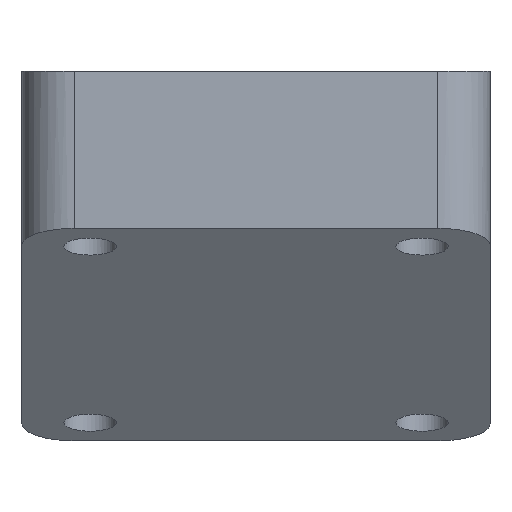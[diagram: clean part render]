
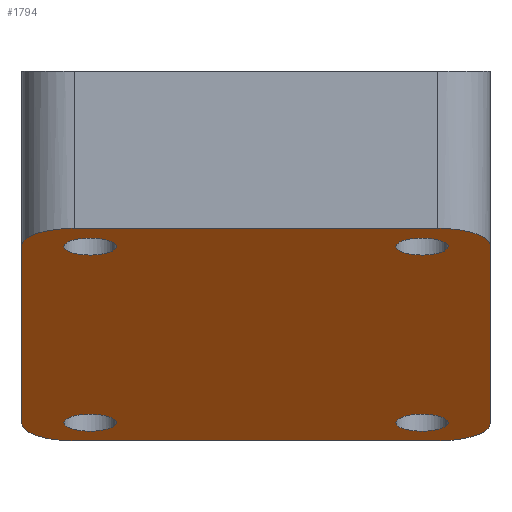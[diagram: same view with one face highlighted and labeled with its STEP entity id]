
A CAD part, front view. The second image highlights one B-rep face of the part: STEP entity #1794.
In plain terms, the highlighted planar face has unit normal (0, -0.309, -0.951).
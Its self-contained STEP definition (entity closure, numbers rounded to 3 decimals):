
#25=ELLIPSE('',#1939,6.309,6.);
#26=ELLIPSE('',#1940,6.309,6.);
#27=ELLIPSE('',#1941,6.309,6.);
#28=ELLIPSE('',#1942,6.309,6.);
#29=ELLIPSE('',#1943,3.154,3.);
#30=ELLIPSE('',#1944,3.154,3.);
#31=ELLIPSE('',#1945,3.154,3.);
#32=ELLIPSE('',#1946,3.154,3.);
#46=FACE_BOUND('',#328,.T.);
#47=FACE_BOUND('',#329,.T.);
#48=FACE_BOUND('',#330,.T.);
#49=FACE_BOUND('',#331,.T.);
#222=FACE_OUTER_BOUND('',#327,.T.);
#327=EDGE_LOOP('',(#1383,#1384,#1385,#1386,#1387,#1388,#1389,#1390));
#328=EDGE_LOOP('',(#1391));
#329=EDGE_LOOP('',(#1392));
#330=EDGE_LOOP('',(#1393));
#331=EDGE_LOOP('',(#1394));
#485=LINE('',#2888,#653);
#488=LINE('',#2896,#656);
#489=LINE('',#2900,#657);
#490=LINE('',#2904,#658);
#653=VECTOR('',#2272,10.);
#656=VECTOR('',#2279,10.);
#657=VECTOR('',#2282,10.);
#658=VECTOR('',#2285,10.);
#823=VERTEX_POINT('',#2884);
#825=VERTEX_POINT('',#2887);
#827=VERTEX_POINT('',#2893);
#828=VERTEX_POINT('',#2895);
#829=VERTEX_POINT('',#2897);
#830=VERTEX_POINT('',#2899);
#831=VERTEX_POINT('',#2901);
#832=VERTEX_POINT('',#2903);
#833=VERTEX_POINT('',#2906);
#834=VERTEX_POINT('',#2908);
#835=VERTEX_POINT('',#2910);
#836=VERTEX_POINT('',#2912);
#1026=EDGE_CURVE('',#823,#825,#485,.T.);
#1029=EDGE_CURVE('',#827,#823,#25,.T.);
#1030=EDGE_CURVE('',#827,#828,#488,.T.);
#1031=EDGE_CURVE('',#829,#828,#26,.T.);
#1032=EDGE_CURVE('',#830,#829,#489,.T.);
#1033=EDGE_CURVE('',#831,#830,#27,.T.);
#1034=EDGE_CURVE('',#831,#832,#490,.T.);
#1035=EDGE_CURVE('',#825,#832,#28,.T.);
#1036=EDGE_CURVE('',#833,#833,#29,.T.);
#1037=EDGE_CURVE('',#834,#834,#30,.T.);
#1038=EDGE_CURVE('',#835,#835,#31,.T.);
#1039=EDGE_CURVE('',#836,#836,#32,.T.);
#1383=ORIENTED_EDGE('',*,*,#1029,.F.);
#1384=ORIENTED_EDGE('',*,*,#1030,.T.);
#1385=ORIENTED_EDGE('',*,*,#1031,.F.);
#1386=ORIENTED_EDGE('',*,*,#1032,.F.);
#1387=ORIENTED_EDGE('',*,*,#1033,.F.);
#1388=ORIENTED_EDGE('',*,*,#1034,.T.);
#1389=ORIENTED_EDGE('',*,*,#1035,.F.);
#1390=ORIENTED_EDGE('',*,*,#1026,.F.);
#1391=ORIENTED_EDGE('',*,*,#1036,.T.);
#1392=ORIENTED_EDGE('',*,*,#1037,.T.);
#1393=ORIENTED_EDGE('',*,*,#1038,.F.);
#1394=ORIENTED_EDGE('',*,*,#1039,.F.);
#1736=PLANE('',#1938);
#1794=ADVANCED_FACE('',(#222,#46,#47,#48,#49),#1736,.T.);
#1938=AXIS2_PLACEMENT_3D('',#2892,#2275,#2276);
#1939=AXIS2_PLACEMENT_3D('',#2894,#2277,#2278);
#1940=AXIS2_PLACEMENT_3D('',#2898,#2280,#2281);
#1941=AXIS2_PLACEMENT_3D('',#2902,#2283,#2284);
#1942=AXIS2_PLACEMENT_3D('',#2905,#2286,#2287);
#1943=AXIS2_PLACEMENT_3D('',#2907,#2288,#2289);
#1944=AXIS2_PLACEMENT_3D('',#2909,#2290,#2291);
#1945=AXIS2_PLACEMENT_3D('',#2911,#2292,#2293);
#1946=AXIS2_PLACEMENT_3D('',#2913,#2294,#2295);
#2272=DIRECTION('',(-1.,0.,0.));
#2275=DIRECTION('center_axis',(0.,-0.309,-0.951));
#2276=DIRECTION('ref_axis',(0.,-0.951,0.309));
#2277=DIRECTION('center_axis',(0.,0.309,0.951));
#2278=DIRECTION('ref_axis',(0.,0.951,-0.309));
#2279=DIRECTION('',(0.,-0.951,0.309));
#2280=DIRECTION('center_axis',(0.,0.309,0.951));
#2281=DIRECTION('ref_axis',(0.,-0.951,0.309));
#2282=DIRECTION('',(1.,0.,0.));
#2283=DIRECTION('center_axis',(0.,0.309,0.951));
#2284=DIRECTION('ref_axis',(0.,-0.951,0.309));
#2285=DIRECTION('',(0.,0.951,-0.309));
#2286=DIRECTION('center_axis',(0.,0.309,0.951));
#2287=DIRECTION('ref_axis',(0.,0.951,-0.309));
#2288=DIRECTION('center_axis',(0.,0.309,0.951));
#2289=DIRECTION('ref_axis',(0.,-0.951,0.309));
#2290=DIRECTION('center_axis',(0.,0.309,0.951));
#2291=DIRECTION('ref_axis',(0.,-0.951,0.309));
#2292=DIRECTION('center_axis',(0.,-0.309,-0.951));
#2293=DIRECTION('ref_axis',(0.,0.951,-0.309));
#2294=DIRECTION('center_axis',(0.,-0.309,-0.951));
#2295=DIRECTION('ref_axis',(0.,0.951,-0.309));
#2884=CARTESIAN_POINT('',(-6.,75.05,-42.436));
#2887=CARTESIAN_POINT('',(-47.72,75.05,-42.436));
#2888=CARTESIAN_POINT('',(0.,75.05,-42.436));
#2892=CARTESIAN_POINT('Origin',(0.,75.05,-42.436));
#2893=CARTESIAN_POINT('',(0.,69.05,-40.486));
#2894=CARTESIAN_POINT('Origin',(-6.,69.05,-40.486));
#2895=CARTESIAN_POINT('',(0.,6.,-20.));
#2896=CARTESIAN_POINT('',(0.,75.05,-42.436));
#2897=CARTESIAN_POINT('',(-6.,0.,-18.05));
#2898=CARTESIAN_POINT('Origin',(-6.,6.,-20.));
#2899=CARTESIAN_POINT('',(-47.72,0.,-18.05));
#2900=CARTESIAN_POINT('',(-23.86,0.,-18.05));
#2901=CARTESIAN_POINT('',(-53.72,6.,-20.));
#2902=CARTESIAN_POINT('Origin',(-47.72,6.,-20.));
#2903=CARTESIAN_POINT('',(-53.72,69.05,-40.486));
#2904=CARTESIAN_POINT('',(-53.72,57.788,-36.827));
#2905=CARTESIAN_POINT('Origin',(-47.72,69.05,-40.486));
#2906=CARTESIAN_POINT('',(-48.91,68.64,-40.353));
#2907=CARTESIAN_POINT('Origin',(-45.91,68.64,-40.353));
#2908=CARTESIAN_POINT('',(-10.81,68.64,-40.353));
#2909=CARTESIAN_POINT('Origin',(-7.81,68.64,-40.353));
#2910=CARTESIAN_POINT('',(-48.91,6.41,-20.133));
#2911=CARTESIAN_POINT('Origin',(-45.91,6.41,-20.133));
#2912=CARTESIAN_POINT('',(-10.81,6.41,-20.133));
#2913=CARTESIAN_POINT('Origin',(-7.81,6.41,-20.133));
